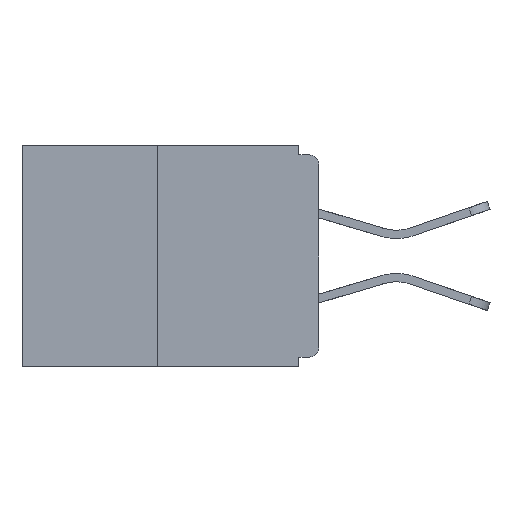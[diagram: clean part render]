
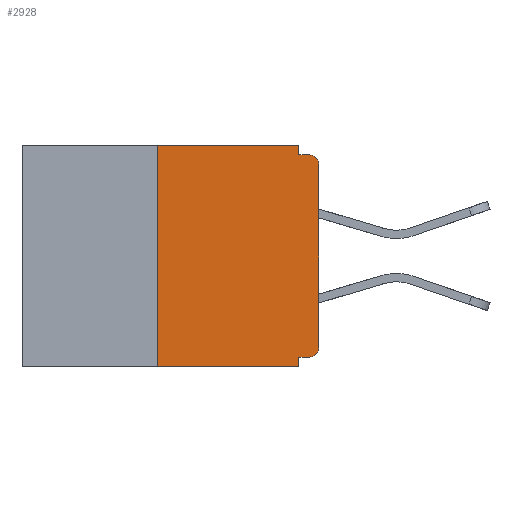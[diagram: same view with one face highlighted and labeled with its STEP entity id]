
A CAD part, left-side view. The second image highlights one B-rep face of the part: STEP entity #2928.
In plain terms, the highlighted planar face has unit normal (-1, 0, 0).
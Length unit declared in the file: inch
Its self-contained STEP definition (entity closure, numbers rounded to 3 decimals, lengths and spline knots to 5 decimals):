
#240 = EDGE_CURVE ( 'NONE', #1753, #6088, #14887, .T. ) ;
#578 = DIRECTION ( 'NONE',  ( -1., 0., 0. ) ) ;
#686 = AXIS2_PLACEMENT_3D ( 'NONE', #17089, #17326, #13414 ) ;
#929 = CARTESIAN_POINT ( 'NONE',  ( 0., 0., 0. ) ) ;
#1550 = ORIENTED_EDGE ( 'NONE', *, *, #7675, .F. ) ;
#1719 = CARTESIAN_POINT ( 'NONE',  ( 0., 0., -0.328 ) ) ;
#1753 = VERTEX_POINT ( 'NONE', #7413 ) ;
#2546 = CARTESIAN_POINT ( 'NONE',  ( 0., 0.46, -0.343 ) ) ;
#2679 = ORIENTED_EDGE ( 'NONE', *, *, #8130, .F. ) ;
#2928 = ADVANCED_FACE ( 'NONE', ( #2971 ), #13636, .F. ) ;
#2971 = FACE_OUTER_BOUND ( 'NONE', #20396, .T. ) ;
#3144 = CARTESIAN_POINT ( 'NONE',  ( 0., 0.031, -0.343 ) ) ;
#3146 = ORIENTED_EDGE ( 'NONE', *, *, #15535, .F. ) ;
#3400 = EDGE_CURVE ( 'NONE', #19175, #3552, #19656, .T. ) ;
#3552 = VERTEX_POINT ( 'NONE', #12312 ) ;
#3722 = LINE ( 'NONE', #1719, #21138 ) ;
#3783 = EDGE_CURVE ( 'NONE', #8804, #7177, #12812, .T. ) ;
#4101 = DIRECTION ( 'NONE',  ( 0., -1., 0. ) ) ;
#4216 = VECTOR ( 'NONE', #9666, 39.37008 ) ;
#4374 = DIRECTION ( 'NONE',  ( 0., 0., 1. ) ) ;
#5323 = VERTEX_POINT ( 'NONE', #14397 ) ;
#5433 = EDGE_CURVE ( 'NONE', #8804, #19950, #3722, .T. ) ;
#5769 = VECTOR ( 'NONE', #4374, 39.37008 ) ;
#5956 = CARTESIAN_POINT ( 'NONE',  ( 0., 0., -0.03 ) ) ;
#6088 = VERTEX_POINT ( 'NONE', #19455 ) ;
#6831 = ORIENTED_EDGE ( 'NONE', *, *, #5433, .F. ) ;
#6979 = VECTOR ( 'NONE', #11078, 39.37008 ) ;
#7001 = CARTESIAN_POINT ( 'NONE',  ( 0., 0.25, 0. ) ) ;
#7119 = ORIENTED_EDGE ( 'NONE', *, *, #3400, .T. ) ;
#7177 = VERTEX_POINT ( 'NONE', #15086 ) ;
#7413 = CARTESIAN_POINT ( 'NONE',  ( 0., 0.25, -0.343 ) ) ;
#7558 = LINE ( 'NONE', #22284, #11842 ) ;
#7675 = EDGE_CURVE ( 'NONE', #5323, #12704, #22105, .T. ) ;
#7812 = DIRECTION ( 'NONE',  ( 0., 0., -1. ) ) ;
#8130 = EDGE_CURVE ( 'NONE', #12704, #3552, #16197, .T. ) ;
#8644 = AXIS2_PLACEMENT_3D ( 'NONE', #17191, #20885, #9835 ) ;
#8804 = VERTEX_POINT ( 'NONE', #11855 ) ;
#9666 = DIRECTION ( 'NONE',  ( 0., -1., 0. ) ) ;
#9835 = DIRECTION ( 'NONE',  ( 0., 0., -1. ) ) ;
#10376 = DIRECTION ( 'NONE',  ( 0., 0., -1. ) ) ;
#11078 = DIRECTION ( 'NONE',  ( 0., -1., 0. ) ) ;
#11179 = DIRECTION ( 'NONE',  ( 0., 1., 0. ) ) ;
#11608 = DIRECTION ( 'NONE',  ( 0., 0., -1. ) ) ;
#11683 = ORIENTED_EDGE ( 'NONE', *, *, #20943, .F. ) ;
#11842 = VECTOR ( 'NONE', #4101, 39.37008 ) ;
#11855 = CARTESIAN_POINT ( 'NONE',  ( 0., 0.015, -0.328 ) ) ;
#12312 = CARTESIAN_POINT ( 'NONE',  ( 0., 0.015, -0.015 ) ) ;
#12663 = VECTOR ( 'NONE', #11608, 39.37008 ) ;
#12704 = VERTEX_POINT ( 'NONE', #20706 ) ;
#12812 = CIRCLE ( 'NONE', #17009, 0.015 ) ;
#12979 = CARTESIAN_POINT ( 'NONE',  ( 0., 0., -0.015 ) ) ;
#13414 = DIRECTION ( 'NONE',  ( 0., 0., -1. ) ) ;
#13636 = PLANE ( 'NONE',  #686 ) ;
#13860 = DIRECTION ( 'NONE',  ( 0., 0., 1. ) ) ;
#14397 = CARTESIAN_POINT ( 'NONE',  ( 0., 0.031, 0. ) ) ;
#14629 = ORIENTED_EDGE ( 'NONE', *, *, #240, .T. ) ;
#14887 = LINE ( 'NONE', #2546, #4216 ) ;
#15086 = CARTESIAN_POINT ( 'NONE',  ( 0., 0., -0.313 ) ) ;
#15535 = EDGE_CURVE ( 'NONE', #1753, #20134, #23267, .T. ) ;
#15743 = EDGE_CURVE ( 'NONE', #7177, #19175, #20648, .T. ) ;
#16077 = LINE ( 'NONE', #3144, #19923 ) ;
#16197 = LINE ( 'NONE', #12979, #6979 ) ;
#17003 = ORIENTED_EDGE ( 'NONE', *, *, #3783, .T. ) ;
#17009 = AXIS2_PLACEMENT_3D ( 'NONE', #17158, #578, #7812 ) ;
#17075 = CARTESIAN_POINT ( 'NONE',  ( 0., 0.031, 0. ) ) ;
#17089 = CARTESIAN_POINT ( 'NONE',  ( 0., 0.46, 0. ) ) ;
#17158 = CARTESIAN_POINT ( 'NONE',  ( 0., 0.015, -0.313 ) ) ;
#17191 = CARTESIAN_POINT ( 'NONE',  ( 0., 0.015, -0.03 ) ) ;
#17326 = DIRECTION ( 'NONE',  ( 1., 0., 0. ) ) ;
#17501 = VECTOR ( 'NONE', #13860, 39.37008 ) ;
#17851 = CARTESIAN_POINT ( 'NONE',  ( 0., 0.031, -0.328 ) ) ;
#18219 = EDGE_CURVE ( 'NONE', #20134, #5323, #7558, .T. ) ;
#18938 = ORIENTED_EDGE ( 'NONE', *, *, #18219, .F. ) ;
#19175 = VERTEX_POINT ( 'NONE', #5956 ) ;
#19455 = CARTESIAN_POINT ( 'NONE',  ( 0., 0.031, -0.343 ) ) ;
#19656 = CIRCLE ( 'NONE', #8644, 0.015 ) ;
#19736 = CARTESIAN_POINT ( 'NONE',  ( 0., 0.25, 0. ) ) ;
#19923 = VECTOR ( 'NONE', #10376, 39.37008 ) ;
#19950 = VERTEX_POINT ( 'NONE', #17851 ) ;
#20134 = VERTEX_POINT ( 'NONE', #19736 ) ;
#20396 = EDGE_LOOP ( 'NONE', ( #18938, #3146, #14629, #11683, #6831, #17003, #21608, #7119, #2679, #1550 ) ) ;
#20648 = LINE ( 'NONE', #929, #5769 ) ;
#20706 = CARTESIAN_POINT ( 'NONE',  ( 0., 0.031, -0.015 ) ) ;
#20885 = DIRECTION ( 'NONE',  ( -1., 0., 0. ) ) ;
#20943 = EDGE_CURVE ( 'NONE', #19950, #6088, #16077, .T. ) ;
#21138 = VECTOR ( 'NONE', #11179, 39.37008 ) ;
#21608 = ORIENTED_EDGE ( 'NONE', *, *, #15743, .T. ) ;
#22105 = LINE ( 'NONE', #17075, #12663 ) ;
#22284 = CARTESIAN_POINT ( 'NONE',  ( 0., 0.46, 0. ) ) ;
#23267 = LINE ( 'NONE', #7001, #17501 ) ;
